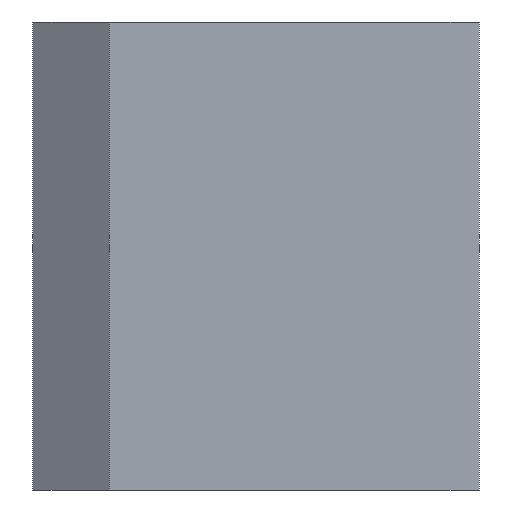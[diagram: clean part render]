
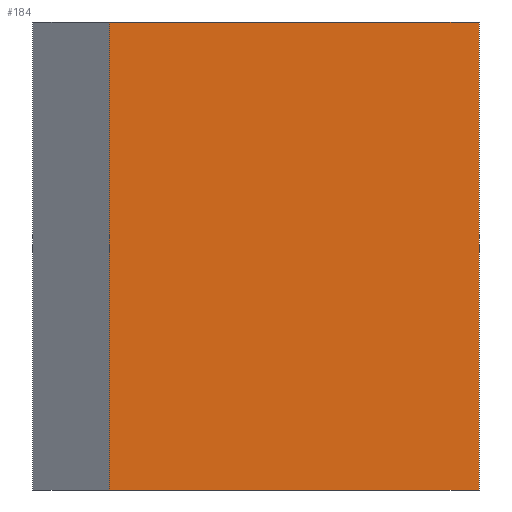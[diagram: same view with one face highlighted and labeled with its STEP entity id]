
A CAD part, left-side view. The second image highlights one B-rep face of the part: STEP entity #184.
In plain terms, the highlighted planar face has unit normal (-1, 0, 0).
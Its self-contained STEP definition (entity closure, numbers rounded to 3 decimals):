
#184=ADVANCED_FACE('',(#333),#335,.T.);
#333=FACE_BOUND('',#334,.T.);
#334=EDGE_LOOP('',(#426,#427,#428,#429));
#335=PLANE('',#336);
#336=AXIS2_PLACEMENT_3D('',#337,#338,#339);
#337=CARTESIAN_POINT('',(-2.6,3.356,0.));
#338=DIRECTION('',(-1.,0.,0.));
#339=DIRECTION('',(0.,-1.,0.));
#426=ORIENTED_EDGE('',*,*,#487,.T.);
#427=ORIENTED_EDGE('',*,*,#488,.T.);
#428=ORIENTED_EDGE('',*,*,#457,.F.);
#429=ORIENTED_EDGE('',*,*,#486,.F.);
#457=EDGE_CURVE('',#501,#503,#504,.T.);
#486=EDGE_CURVE('',#550,#501,#552,.T.);
#487=EDGE_CURVE('',#550,#553,#554,.T.);
#488=EDGE_CURVE('',#553,#503,#555,.T.);
#501=VERTEX_POINT('',#579);
#503=VERTEX_POINT('',#583);
#504=LINE('',#584,#585);
#550=VERTEX_POINT('',#688);
#552=LINE('',#692,#693);
#553=VERTEX_POINT('',#695);
#554=LINE('',#696,#697);
#555=LINE('',#699,#700);
#579=CARTESIAN_POINT('',(-2.6,3.356,10.7));
#583=CARTESIAN_POINT('',(-2.6,-5.1,10.7));
#584=CARTESIAN_POINT('',(-2.6,3.356,10.7));
#585=VECTOR('',#586,1.);
#586=DIRECTION('',(0.,-1.,0.));
#688=CARTESIAN_POINT('',(-2.6,3.356,0.));
#692=CARTESIAN_POINT('',(-2.6,3.356,0.));
#693=VECTOR('',#694,1.);
#694=DIRECTION('',(0.,0.,1.));
#695=CARTESIAN_POINT('',(-2.6,-5.1,0.));
#696=CARTESIAN_POINT('',(-2.6,3.356,0.));
#697=VECTOR('',#698,1.);
#698=DIRECTION('',(0.,-1.,0.));
#699=CARTESIAN_POINT('',(-2.6,-5.1,0.));
#700=VECTOR('',#701,1.);
#701=DIRECTION('',(0.,0.,1.));
